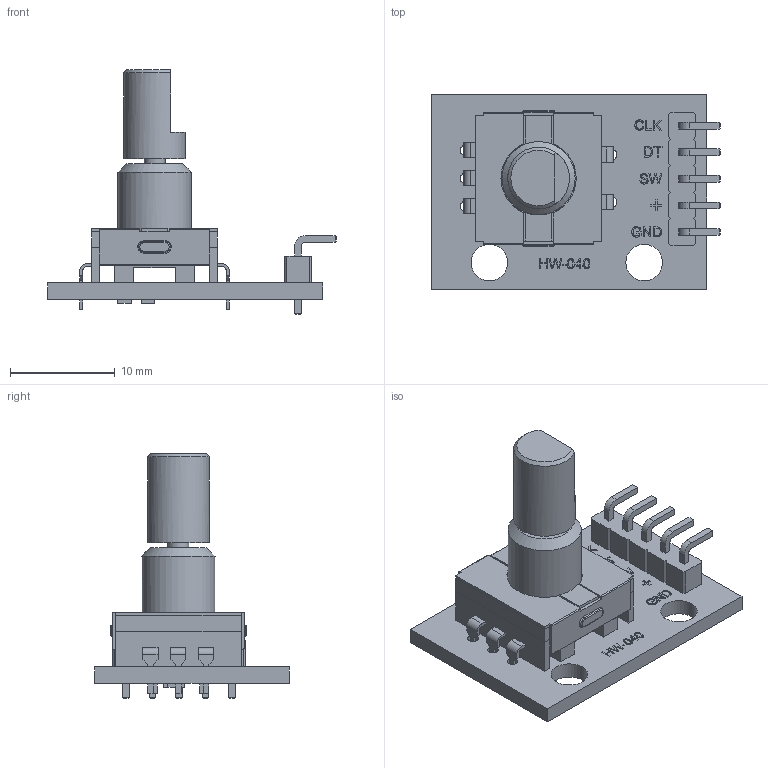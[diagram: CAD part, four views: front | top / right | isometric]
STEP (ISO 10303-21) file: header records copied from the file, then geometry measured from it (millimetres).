
FILE_DESCRIPTION(/* description */ ('Unknown'),/* implementation_level */ '2;1');
FILE_NAME(/* name */ 'HW-040 Encoder module',/* time_stamp */ '2025-09-21T19:58:53+03:00',/* author */ ('Unknown'),/* organization */ ('Unknown'),/* preprocessor_version */ 'ST-DEVELOPER v20',/* originating_system */ 'Solid Edge',/* authorisation */ 'Unknown');
FILE_SCHEMA (('AUTOMOTIVE_DESIGN {1 0 10303 214 3 1 1}'));
Length unit declared in the file: millimetre
Products named in the file (14): HW-040 Encoder module; Encoder PCB; Encoder body; Knob static part; Knob rotary part; Top plate knob; Plastic bottom knob; Encoder terminal; !X5_M_B; 1X5 Pin Socket; Bend pin; 0805 Resistor; 0805 Terminal; 0805 Resistor Body
Assembly tree (23 placements, depth 3):
  HW-040 Encoder module
    Encoder PCB
    Encoder body
      Knob static part
      Knob rotary part
      Top plate knob
      Plastic bottom knob
      Encoder terminal  x5
    !X5_M_B
      1X5 Pin Socket
      Bend pin  x5
    0805 Resistor  x2
      0805 Terminal
      0805 Resistor Body
Bounding box: 27.56 x 18.6 x 23.4 mm (x, y, z)
Volume: 1884.5 mm3; surface area: 3198.6 mm2
Topology: 22 solids, 22 shells, 540 faces, 1353 edges, 883 vertices
Faces by surface type: plane 444, cylinder 59, bspline 23, torus 12, cone 2
Full cylindrical faces by diameter (mm): 1 x10, 2 x2, 3.5 x2, 5.9 x1, 7 x1
Entity records: 13238 total; most frequent: CARTESIAN_POINT 3438, ORIENTED_EDGE 1956, DIRECTION 1820, EDGE_CURVE 978, LINE 818, VECTOR 818, VERTEX_POINT 657, AXIS2_PLACEMENT_3D 501
